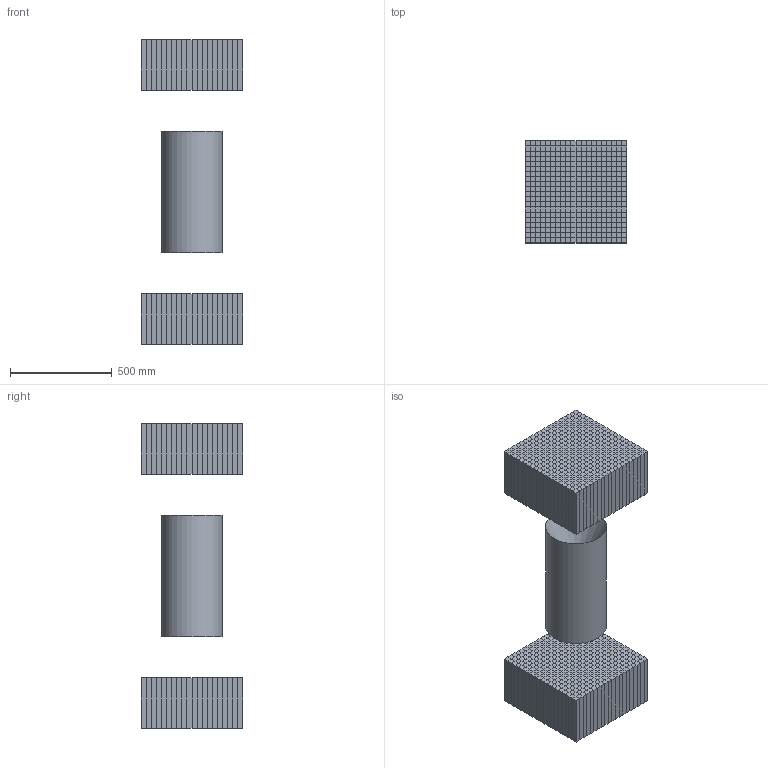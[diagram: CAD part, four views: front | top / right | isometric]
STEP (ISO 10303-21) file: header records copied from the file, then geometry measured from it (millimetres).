
FILE_DESCRIPTION(/* description */ ('STEP AP214'),/* implementation_level */ '2;1');
FILE_NAME(/* name */ '6068ce5a28fef01397b44667',/* time_stamp */ '2021-04-03T20:21:46+00:00',/* author */ (''),/* organization */ (''),/* preprocessor_version */ 'ST-DEVELOPER v18.1',/* originating_system */ ' ',/* authorisation */ ' ');
FILE_SCHEMA (('AUTOMOTIVE_DESIGN {1 0 10303 214 3 1 1}'));
Length unit declared in the file: metre
Products named in the file (27): EIC CAD to GDML Test Detector; TPC Barrel; Barrel Tracker <1>; Barrel Tracker; Endcap Tracker <2>; Endcap Tracker; Cal Endcap <2>; Cal Block; Endcap Tracker <1>; Cal Endcap <1>
Assembly tree (833 placements, depth 3):
  EIC CAD to GDML Test Detector
    TPC Barrel
    Barrel Tracker <1>
      Barrel Tracker
      Barrel Tracker
      Barrel Tracker
      Barrel Tracker
      Barrel Tracker
      Barrel Tracker
      Barrel Tracker
      Barrel Tracker
      Barrel Tracker
      Barrel Tracker
    Endcap Tracker <2>
      Endcap Tracker
      Endcap Tracker
      Endcap Tracker
      Endcap Tracker
      Endcap Tracker
      Endcap Tracker
      Endcap Tracker
      Endcap Tracker
      Endcap Tracker
    Cal Endcap <2>
      Cal Block  x399
    Endcap Tracker <1>
      Endcap Tracker
      Endcap Tracker
      Endcap Tracker
      Endcap Tracker
      Endcap Tracker
      Endcap Tracker
      Endcap Tracker
      Endcap Tracker
      Endcap Tracker
    Cal Endcap <1>
      Cal Block  x400
Bounding box: 500 x 500 x 1500 mm (x, y, z)
Volume: 152185837.5 mm3; surface area: 22532971.1 mm2
Topology: 829 solids, 829 shells, 4916 faces, 9776 edges, 6516 vertices
Faces by surface type: plane 4856, cylinder 58, cone 2
Full cylindrical faces by diameter (mm): 5 x18, 10 x1, 12 x1, 20 x3, 22 x1, 30 x3, 32 x1, 40 x3, 42 x1, 50 x3, 52 x1, 60 x3, 62 x1, 70 x3, 72 x1, 80 x3, 82 x1, 90 x3, 92 x1, 100 x3, 102 x1, 110 x1, 300 x1
Entity records: 8964 total; most frequent: DIRECTION 2014, CARTESIAN_POINT 1101, AXIS2_PLACEMENT_3D 1001, PRODUCT_DEFINITION_SHAPE 861, CONTEXT_DEPENDENT_SHAPE_REPRESENTATION 834, NEXT_ASSEMBLY_USAGE_OCCURRENCE 834, ITEM_DEFINED_TRANSFORMATION 834, ORIENTED_EDGE 184
